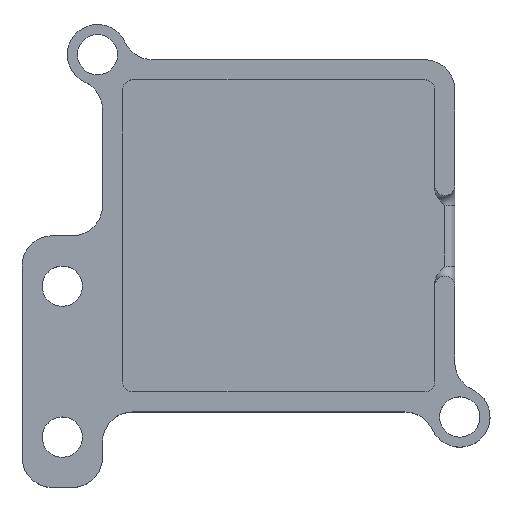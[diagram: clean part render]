
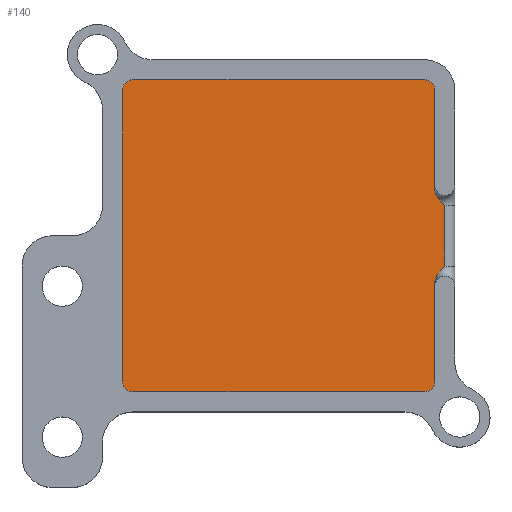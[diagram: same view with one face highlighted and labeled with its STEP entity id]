
A CAD part, top view. The second image highlights one B-rep face of the part: STEP entity #140.
In plain terms, the highlighted planar face has unit normal (0, 0, 1).
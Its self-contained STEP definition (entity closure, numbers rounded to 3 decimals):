
#59=B_SPLINE_CURVE_WITH_KNOTS('',3,(#1328,#1329,#1330,#1331,#1332,#1333,
#1334,#1335,#1336,#1337,#1338,#1339,#1340),.UNSPECIFIED.,.F.,.F.,(4,3,3,
3,4),(0.,0.248,0.588,0.997,1.),
 .UNSPECIFIED.);
#60=B_SPLINE_CURVE_WITH_KNOTS('',3,(#1344,#1345,#1346,#1347,#1348,#1349,
#1350,#1351,#1352,#1353,#1354,#1355,#1356),.UNSPECIFIED.,.F.,.F.,(4,3,3,
3,4),(0.,0.003,0.412,0.752,1.),
 .UNSPECIFIED.);
#121=CIRCLE('',#867,1.);
#122=CIRCLE('',#868,1.);
#123=CIRCLE('',#869,1.);
#124=CIRCLE('',#870,1.);
#140=ADVANCED_FACE('',(#195),#181,.T.);
#181=PLANE('',#871);
#195=FACE_OUTER_BOUND('',#240,.T.);
#240=EDGE_LOOP('',(#378,#379,#380,#381,#382,#383,#384,#385,#386,#387,#388,
#389));
#378=ORIENTED_EDGE('',*,*,#627,.T.);
#379=ORIENTED_EDGE('',*,*,#668,.T.);
#380=ORIENTED_EDGE('',*,*,#669,.T.);
#381=ORIENTED_EDGE('',*,*,#670,.T.);
#382=ORIENTED_EDGE('',*,*,#629,.T.);
#383=ORIENTED_EDGE('',*,*,#671,.T.);
#384=ORIENTED_EDGE('',*,*,#665,.T.);
#385=ORIENTED_EDGE('',*,*,#672,.T.);
#386=ORIENTED_EDGE('',*,*,#660,.T.);
#387=ORIENTED_EDGE('',*,*,#673,.T.);
#388=ORIENTED_EDGE('',*,*,#663,.T.);
#389=ORIENTED_EDGE('',*,*,#674,.T.);
#545=VERTEX_POINT('',#1248);
#546=VERTEX_POINT('',#1250);
#547=VERTEX_POINT('',#1254);
#548=VERTEX_POINT('',#1255);
#570=VERTEX_POINT('',#1311);
#571=VERTEX_POINT('',#1313);
#572=VERTEX_POINT('',#1317);
#573=VERTEX_POINT('',#1319);
#574=VERTEX_POINT('',#1323);
#575=VERTEX_POINT('',#1324);
#576=VERTEX_POINT('',#1341);
#577=VERTEX_POINT('',#1343);
#627=EDGE_CURVE('',#546,#545,#715,.T.);
#629=EDGE_CURVE('',#547,#548,#717,.T.);
#660=EDGE_CURVE('',#571,#570,#731,.T.);
#663=EDGE_CURVE('',#573,#572,#734,.T.);
#665=EDGE_CURVE('',#574,#575,#736,.T.);
#668=EDGE_CURVE('',#545,#576,#59,.T.);
#669=EDGE_CURVE('',#576,#577,#739,.T.);
#670=EDGE_CURVE('',#577,#547,#60,.T.);
#671=EDGE_CURVE('',#548,#574,#121,.T.);
#672=EDGE_CURVE('',#575,#571,#122,.T.);
#673=EDGE_CURVE('',#570,#573,#123,.T.);
#674=EDGE_CURVE('',#572,#546,#124,.T.);
#715=LINE('',#1249,#776);
#717=LINE('',#1253,#778);
#731=LINE('',#1312,#792);
#734=LINE('',#1318,#795);
#736=LINE('',#1322,#797);
#739=LINE('',#1342,#800);
#776=VECTOR('',#987,1.);
#778=VECTOR('',#991,1.);
#792=VECTOR('',#1047,1.);
#795=VECTOR('',#1052,1.);
#797=VECTOR('',#1056,1.);
#800=VECTOR('',#1061,1.);
#867=AXIS2_PLACEMENT_3D('',#1357,#1062,#1063);
#868=AXIS2_PLACEMENT_3D('',#1358,#1064,#1065);
#869=AXIS2_PLACEMENT_3D('',#1359,#1066,#1067);
#870=AXIS2_PLACEMENT_3D('',#1360,#1068,#1069);
#871=AXIS2_PLACEMENT_3D('',#1361,#1070,#1071);
#987=DIRECTION('',(0.,1.,0.));
#991=DIRECTION('',(0.,1.,0.));
#1047=DIRECTION('',(0.,-1.,0.));
#1052=DIRECTION('',(1.,0.,0.));
#1056=DIRECTION('',(-1.,0.,0.));
#1061=DIRECTION('',(0.,1.,0.));
#1062=DIRECTION('',(0.,0.,1.));
#1063=DIRECTION('',(1.,0.,0.));
#1064=DIRECTION('',(0.,0.,1.));
#1065=DIRECTION('',(1.,0.,0.));
#1066=DIRECTION('',(0.,0.,1.));
#1067=DIRECTION('',(1.,0.,0.));
#1068=DIRECTION('',(0.,0.,1.));
#1069=DIRECTION('',(1.,0.,0.));
#1070=DIRECTION('',(0.,0.,1.));
#1071=DIRECTION('',(1.,0.,0.));
#1248=CARTESIAN_POINT('',(15.5,-4.732,2.));
#1249=CARTESIAN_POINT('',(15.5,-17.5,2.));
#1250=CARTESIAN_POINT('',(15.5,-14.5,2.));
#1253=CARTESIAN_POINT('',(15.5,-17.5,2.));
#1254=CARTESIAN_POINT('',(15.5,4.732,2.));
#1255=CARTESIAN_POINT('',(15.5,14.5,2.));
#1311=CARTESIAN_POINT('',(-15.5,-14.5,2.));
#1312=CARTESIAN_POINT('',(-15.5,17.5,2.));
#1313=CARTESIAN_POINT('',(-15.5,14.5,2.));
#1317=CARTESIAN_POINT('',(14.5,-15.5,2.));
#1318=CARTESIAN_POINT('',(-17.5,-15.5,2.));
#1319=CARTESIAN_POINT('',(-14.5,-15.5,2.));
#1322=CARTESIAN_POINT('',(17.5,15.5,2.));
#1323=CARTESIAN_POINT('',(14.5,15.5,2.));
#1324=CARTESIAN_POINT('',(-14.5,15.5,2.));
#1328=CARTESIAN_POINT('',(15.5,-4.732,2.));
#1329=CARTESIAN_POINT('',(15.5,-4.563,2.));
#1330=CARTESIAN_POINT('',(15.533,-4.392,2.));
#1331=CARTESIAN_POINT('',(15.589,-4.232,2.));
#1332=CARTESIAN_POINT('',(15.666,-4.014,2.));
#1333=CARTESIAN_POINT('',(15.788,-3.81,2.));
#1334=CARTESIAN_POINT('',(15.928,-3.625,2.));
#1335=CARTESIAN_POINT('',(16.098,-3.402,2.));
#1336=CARTESIAN_POINT('',(16.297,-3.203,2.));
#1337=CARTESIAN_POINT('',(16.496,-3.004,2.));
#1338=CARTESIAN_POINT('',(16.497,-3.003,2.));
#1339=CARTESIAN_POINT('',(16.499,-3.001,2.));
#1340=CARTESIAN_POINT('',(16.5,-3.,2.));
#1341=CARTESIAN_POINT('',(16.5,-3.,2.));
#1342=CARTESIAN_POINT('',(16.5,3.,2.));
#1343=CARTESIAN_POINT('',(16.5,3.,2.));
#1344=CARTESIAN_POINT('',(16.5,3.,2.));
#1345=CARTESIAN_POINT('',(16.499,3.001,2.));
#1346=CARTESIAN_POINT('',(16.497,3.003,2.));
#1347=CARTESIAN_POINT('',(16.496,3.004,2.));
#1348=CARTESIAN_POINT('',(16.297,3.203,2.));
#1349=CARTESIAN_POINT('',(16.098,3.402,2.));
#1350=CARTESIAN_POINT('',(15.928,3.625,2.));
#1351=CARTESIAN_POINT('',(15.788,3.81,2.));
#1352=CARTESIAN_POINT('',(15.666,4.014,2.));
#1353=CARTESIAN_POINT('',(15.589,4.232,2.));
#1354=CARTESIAN_POINT('',(15.533,4.392,2.));
#1355=CARTESIAN_POINT('',(15.5,4.563,2.));
#1356=CARTESIAN_POINT('',(15.5,4.732,2.));
#1357=CARTESIAN_POINT('',(14.5,14.5,2.));
#1358=CARTESIAN_POINT('',(-14.5,14.5,2.));
#1359=CARTESIAN_POINT('',(-14.5,-14.5,2.));
#1360=CARTESIAN_POINT('',(14.5,-14.5,2.));
#1361=CARTESIAN_POINT('',(0.,0.,2.));
